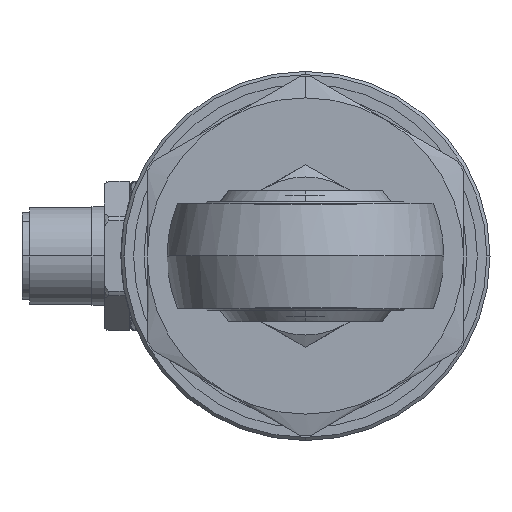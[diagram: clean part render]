
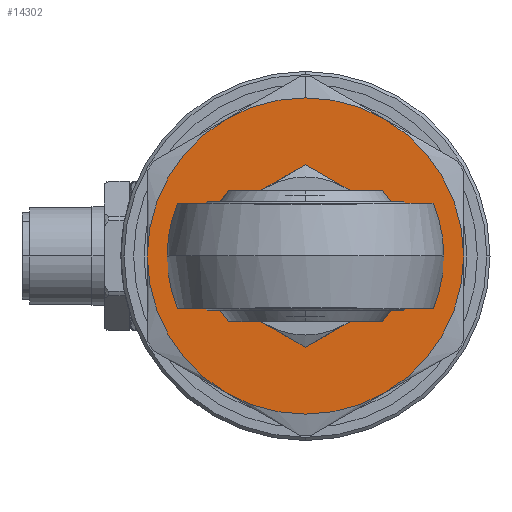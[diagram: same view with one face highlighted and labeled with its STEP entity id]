
A CAD part, left-side view. The second image highlights one B-rep face of the part: STEP entity #14302.
In plain terms, the highlighted planar face has unit normal (-1, 0, 0).
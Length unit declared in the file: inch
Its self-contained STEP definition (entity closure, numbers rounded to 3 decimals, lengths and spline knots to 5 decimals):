
#710 = EDGE_CURVE ( 'NONE', #41740, #12656, #11155, .T. ) ;
#1758 = EDGE_CURVE ( 'NONE', #46188, #12852, #31553, .T. ) ;
#2734 = DIRECTION ( 'NONE',  ( 1., 0., 0. ) ) ;
#3024 = DIRECTION ( 'NONE',  ( 0., 0., 1. ) ) ;
#3387 = CIRCLE ( 'NONE', #25965, 0.75 ) ;
#5533 = DIRECTION ( 'NONE',  ( 0., 0., 1. ) ) ;
#6083 = CARTESIAN_POINT ( 'NONE',  ( -0.69, 0., 0. ) ) ;
#7229 = CIRCLE ( 'NONE', #24525, 0.75 ) ;
#7294 = EDGE_LOOP ( 'NONE', ( #40095, #42231 ) ) ;
#7526 = CIRCLE ( 'NONE', #24084, 0.75 ) ;
#8293 = EDGE_CURVE ( 'NONE', #26172, #46188, #9838, .T. ) ;
#8830 = EDGE_CURVE ( 'NONE', #22102, #9245, #36126, .T. ) ;
#8915 = AXIS2_PLACEMENT_3D ( 'NONE', #6083, #9629, #38066 ) ;
#9245 = VERTEX_POINT ( 'NONE', #38569 ) ;
#9629 = DIRECTION ( 'NONE',  ( 1., 0., 0. ) ) ;
#9838 = CIRCLE ( 'NONE', #21833, 0.75 ) ;
#10082 = CARTESIAN_POINT ( 'NONE',  ( -0.69, 0., 0. ) ) ;
#10254 = CARTESIAN_POINT ( 'NONE',  ( -0.69, 0., -0.25655 ) ) ;
#10317 = FACE_BOUND ( 'NONE', #7294, .T. ) ;
#11155 = CIRCLE ( 'NONE', #32929, 0.25655 ) ;
#11295 = DIRECTION ( 'NONE',  ( 0., 0., -1. ) ) ;
#12656 = VERTEX_POINT ( 'NONE', #29706 ) ;
#12852 = VERTEX_POINT ( 'NONE', #37927 ) ;
#13481 = DIRECTION ( 'NONE',  ( 1., 0., 0. ) ) ;
#14071 = DIRECTION ( 'NONE',  ( 0., 0., -1. ) ) ;
#14186 = CIRCLE ( 'NONE', #8915, 0.75 ) ;
#14230 = CARTESIAN_POINT ( 'NONE',  ( -0.69, 0., 0. ) ) ;
#14302 = ADVANCED_FACE ( 'NONE', ( #38991, #10317 ), #46286, .F. ) ;
#14461 = DIRECTION ( 'NONE',  ( 0., 0., -1. ) ) ;
#14797 = CARTESIAN_POINT ( 'NONE',  ( -0.69, 0., 0. ) ) ;
#15241 = VERTEX_POINT ( 'NONE', #25776 ) ;
#15877 = AXIS2_PLACEMENT_3D ( 'NONE', #35335, #13481, #31575 ) ;
#15917 = DIRECTION ( 'NONE',  ( -1., 0., 0. ) ) ;
#16179 = AXIS2_PLACEMENT_3D ( 'NONE', #10082, #20885, #14071 ) ;
#19419 = CARTESIAN_POINT ( 'NONE',  ( -0.69, -0.75, 0. ) ) ;
#19529 = ORIENTED_EDGE ( 'NONE', *, *, #20351, .F. ) ;
#19795 = ORIENTED_EDGE ( 'NONE', *, *, #8293, .F. ) ;
#20351 = EDGE_CURVE ( 'NONE', #12852, #15241, #3387, .T. ) ;
#20885 = DIRECTION ( 'NONE',  ( 1., 0., 0. ) ) ;
#21364 = CARTESIAN_POINT ( 'NONE',  ( -0.69, 0., 0. ) ) ;
#21833 = AXIS2_PLACEMENT_3D ( 'NONE', #34911, #42430, #14461 ) ;
#22102 = VERTEX_POINT ( 'NONE', #38869 ) ;
#22848 = VERTEX_POINT ( 'NONE', #35517 ) ;
#23027 = EDGE_CURVE ( 'NONE', #9245, #26172, #14186, .T. ) ;
#24084 = AXIS2_PLACEMENT_3D ( 'NONE', #14797, #43481, #11295 ) ;
#24525 = AXIS2_PLACEMENT_3D ( 'NONE', #14230, #36292, #32088 ) ;
#24679 = DIRECTION ( 'NONE',  ( -1., 0., 0. ) ) ;
#25776 = CARTESIAN_POINT ( 'NONE',  ( -0.69, 0.375, -0.64952 ) ) ;
#25965 = AXIS2_PLACEMENT_3D ( 'NONE', #37438, #40963, #29920 ) ;
#26070 = EDGE_CURVE ( 'NONE', #15241, #22848, #7526, .T. ) ;
#26172 = VERTEX_POINT ( 'NONE', #19419 ) ;
#27922 = CARTESIAN_POINT ( 'NONE',  ( -0.69, 0., 0. ) ) ;
#28232 = ORIENTED_EDGE ( 'NONE', *, *, #26070, .F. ) ;
#28536 = ORIENTED_EDGE ( 'NONE', *, *, #23027, .F. ) ;
#28990 = EDGE_LOOP ( 'NONE', ( #45730, #19795, #28536, #29969, #35409, #28232, #19529 ) ) ;
#29706 = CARTESIAN_POINT ( 'NONE',  ( -0.69, 0., 0.25655 ) ) ;
#29920 = DIRECTION ( 'NONE',  ( 0., 0., -1. ) ) ;
#29969 = ORIENTED_EDGE ( 'NONE', *, *, #8830, .F. ) ;
#30858 = AXIS2_PLACEMENT_3D ( 'NONE', #37296, #15917, #5533 ) ;
#31553 = CIRCLE ( 'NONE', #42048, 0.75 ) ;
#31575 = DIRECTION ( 'NONE',  ( 0., 0., -1. ) ) ;
#31674 = DIRECTION ( 'NONE',  ( 0., 0., -1. ) ) ;
#32088 = DIRECTION ( 'NONE',  ( 0., 0., -1. ) ) ;
#32929 = AXIS2_PLACEMENT_3D ( 'NONE', #21364, #24679, #3024 ) ;
#34911 = CARTESIAN_POINT ( 'NONE',  ( -0.69, 0., 0. ) ) ;
#35335 = CARTESIAN_POINT ( 'NONE',  ( -0.69, 0., 0. ) ) ;
#35409 = ORIENTED_EDGE ( 'NONE', *, *, #43524, .F. ) ;
#35517 = CARTESIAN_POINT ( 'NONE',  ( -0.69, 0.75, 0. ) ) ;
#36031 = EDGE_CURVE ( 'NONE', #12656, #41740, #40626, .T. ) ;
#36126 = CIRCLE ( 'NONE', #15877, 0.75 ) ;
#36292 = DIRECTION ( 'NONE',  ( 1., 0., 0. ) ) ;
#37296 = CARTESIAN_POINT ( 'NONE',  ( -0.69, 0., 0. ) ) ;
#37438 = CARTESIAN_POINT ( 'NONE',  ( -0.69, 0., 0. ) ) ;
#37927 = CARTESIAN_POINT ( 'NONE',  ( -0.69, 0., -0.75 ) ) ;
#38066 = DIRECTION ( 'NONE',  ( 0., 0., -1. ) ) ;
#38387 = CARTESIAN_POINT ( 'NONE',  ( -0.69, -0.375, -0.64952 ) ) ;
#38569 = CARTESIAN_POINT ( 'NONE',  ( -0.69, -0.375, 0.64952 ) ) ;
#38869 = CARTESIAN_POINT ( 'NONE',  ( -0.69, 0.375, 0.64952 ) ) ;
#38991 = FACE_OUTER_BOUND ( 'NONE', #28990, .T. ) ;
#40095 = ORIENTED_EDGE ( 'NONE', *, *, #36031, .F. ) ;
#40626 = CIRCLE ( 'NONE', #30858, 0.25655 ) ;
#40963 = DIRECTION ( 'NONE',  ( 1., 0., 0. ) ) ;
#41740 = VERTEX_POINT ( 'NONE', #10254 ) ;
#42048 = AXIS2_PLACEMENT_3D ( 'NONE', #27922, #2734, #31674 ) ;
#42231 = ORIENTED_EDGE ( 'NONE', *, *, #710, .F. ) ;
#42430 = DIRECTION ( 'NONE',  ( 1., 0., 0. ) ) ;
#43481 = DIRECTION ( 'NONE',  ( 1., 0., 0. ) ) ;
#43524 = EDGE_CURVE ( 'NONE', #22848, #22102, #7229, .T. ) ;
#45730 = ORIENTED_EDGE ( 'NONE', *, *, #1758, .F. ) ;
#46188 = VERTEX_POINT ( 'NONE', #38387 ) ;
#46286 = PLANE ( 'NONE',  #16179 ) ;
